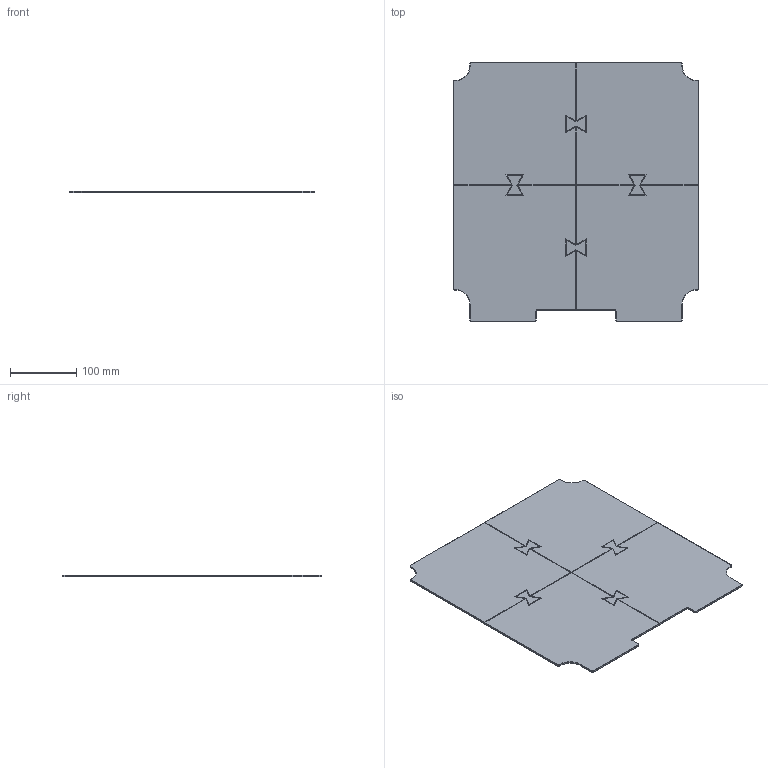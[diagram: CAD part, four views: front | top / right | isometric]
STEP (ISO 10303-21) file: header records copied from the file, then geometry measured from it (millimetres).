
FILE_DESCRIPTION(/* description */ (''),/* implementation_level */ '2;1');
FILE_NAME(/* name */ 'VT_printable_bottom_panel_thicc_skirts.step',/* time_stamp */ '2025-06-30T14:28:06-05:00',/* author */ (''),/* organization */ (''),/* preprocessor_version */ 'ST-DEVELOPER v20.1',/* originating_system */ 'Autodesk Translation Framework v14.10.0.0',/* authorisation */ '');
FILE_SCHEMA (('AUTOMOTIVE_DESIGN { 1 0 10303 214 3 1 1 }'));
Length unit declared in the file: millimetre
Products named in the file (5): trident_bottom_panel_thicc_skirts; trident_bottom_panel_thicc_skirts_1; trident_bottom_panel_thicc_skirts (1); panels; bowties
Assembly tree (4 placements, depth 3):
  trident_bottom_panel_thicc_skirts
    trident_bottom_panel_thicc_skirts_1
    trident_bottom_panel_thicc_skirts (1)
      panels
      bowties
Bounding box: 369.2 x 389.8 x 3 mm (x, y, z)
Volume: 414613.2 mm3; surface area: 289829.9 mm2
Topology: 8 solids, 8 shells, 356 faces, 852 edges, 512 vertices
Faces by surface type: plane 260, cone 64, cylinder 32
Entity records: 10151 total; most frequent: CARTESIAN_POINT 1738, DIRECTION 1709, ORIENTED_EDGE 1704, EDGE_CURVE 852, LINE 723, VECTOR 723, VERTEX_POINT 512, AXIS2_PLACEMENT_3D 493
